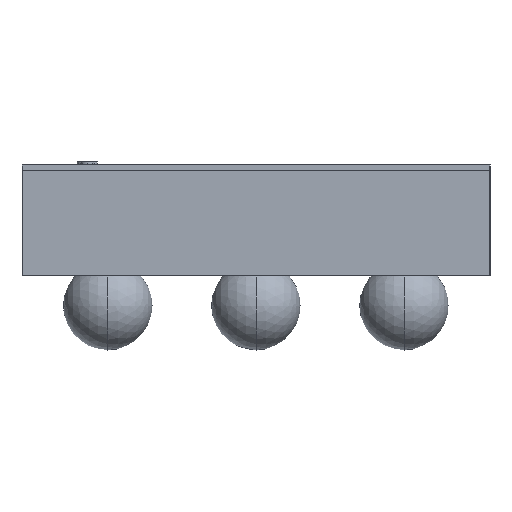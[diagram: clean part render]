
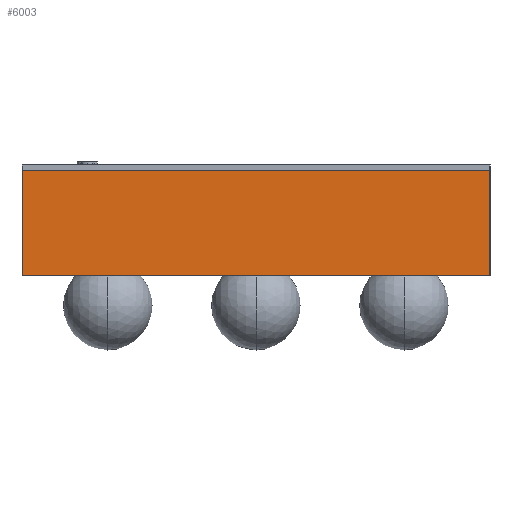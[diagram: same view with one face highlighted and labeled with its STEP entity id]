
A CAD part, left-side view. The second image highlights one B-rep face of the part: STEP entity #6003.
In plain terms, the highlighted planar face has unit normal (-1, 0, 0).
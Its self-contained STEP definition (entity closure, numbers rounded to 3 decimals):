
#348 = CARTESIAN_POINT ( 'NONE',  ( -0.81, -0.79, -0.355 ) ) ;
#612 = AXIS2_PLACEMENT_3D ( 'NONE', #4767, #9437, #4619 ) ;
#988 = VECTOR ( 'NONE', #1668, 1000. ) ;
#1007 = ORIENTED_EDGE ( 'NONE', *, *, #13567, .T. ) ;
#1505 = LINE ( 'NONE', #348, #988 ) ;
#1668 = DIRECTION ( 'NONE',  ( 0., 1., 0. ) ) ;
#2113 = CARTESIAN_POINT ( 'NONE',  ( -0.81, -0.79, 0. ) ) ;
#2540 = CARTESIAN_POINT ( 'NONE',  ( -0.81, 0.79, -0.355 ) ) ;
#3820 = VECTOR ( 'NONE', #10755, 1000. ) ;
#3904 = EDGE_CURVE ( 'NONE', #13439, #8791, #13081, .T. ) ;
#4619 = DIRECTION ( 'NONE',  ( 0., 0., -1. ) ) ;
#4767 = CARTESIAN_POINT ( 'NONE',  ( -0.81, -0.79, -0.355 ) ) ;
#5784 = VERTEX_POINT ( 'NONE', #10925 ) ;
#5836 = PLANE ( 'NONE',  #612 ) ;
#6003 = ADVANCED_FACE ( 'NONE', ( #10765 ), #5836, .F. ) ;
#7007 = LINE ( 'NONE', #10638, #9222 ) ;
#7637 = EDGE_CURVE ( 'NONE', #5784, #13439, #1505, .T. ) ;
#7974 = ORIENTED_EDGE ( 'NONE', *, *, #7637, .F. ) ;
#8791 = VERTEX_POINT ( 'NONE', #14094 ) ;
#9190 = ORIENTED_EDGE ( 'NONE', *, *, #12244, .T. ) ;
#9222 = VECTOR ( 'NONE', #11700, 1000. ) ;
#9437 = DIRECTION ( 'NONE',  ( 1., 0., 0. ) ) ;
#9492 = ORIENTED_EDGE ( 'NONE', *, *, #3904, .F. ) ;
#9903 = CARTESIAN_POINT ( 'NONE',  ( -0.81, 0.79, -0.355 ) ) ;
#10288 = LINE ( 'NONE', #10609, #3820 ) ;
#10333 = EDGE_LOOP ( 'NONE', ( #9190, #9492, #7974, #1007 ) ) ;
#10609 = CARTESIAN_POINT ( 'NONE',  ( -0.81, -0.79, -0.355 ) ) ;
#10638 = CARTESIAN_POINT ( 'NONE',  ( -0.81, -0.79, 0. ) ) ;
#10755 = DIRECTION ( 'NONE',  ( 0., 0., 1. ) ) ;
#10765 = FACE_OUTER_BOUND ( 'NONE', #10333, .T. ) ;
#10925 = CARTESIAN_POINT ( 'NONE',  ( -0.81, -0.79, -0.355 ) ) ;
#11435 = VERTEX_POINT ( 'NONE', #2113 ) ;
#11700 = DIRECTION ( 'NONE',  ( 0., 1., 0. ) ) ;
#11758 = VECTOR ( 'NONE', #11920, 1000. ) ;
#11920 = DIRECTION ( 'NONE',  ( 0., 0., 1. ) ) ;
#12244 = EDGE_CURVE ( 'NONE', #11435, #8791, #7007, .T. ) ;
#13081 = LINE ( 'NONE', #2540, #11758 ) ;
#13439 = VERTEX_POINT ( 'NONE', #9903 ) ;
#13567 = EDGE_CURVE ( 'NONE', #5784, #11435, #10288, .T. ) ;
#14094 = CARTESIAN_POINT ( 'NONE',  ( -0.81, 0.79, 0. ) ) ;
